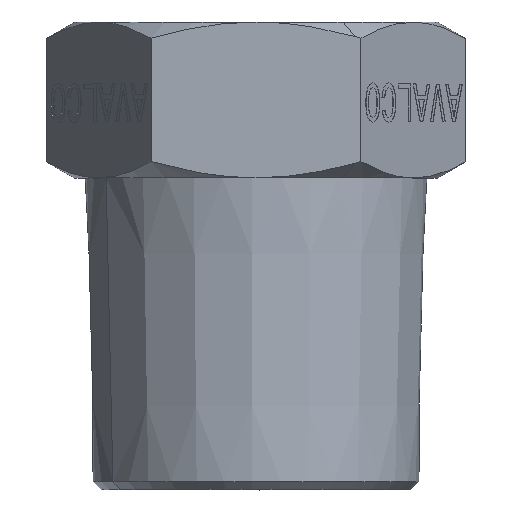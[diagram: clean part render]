
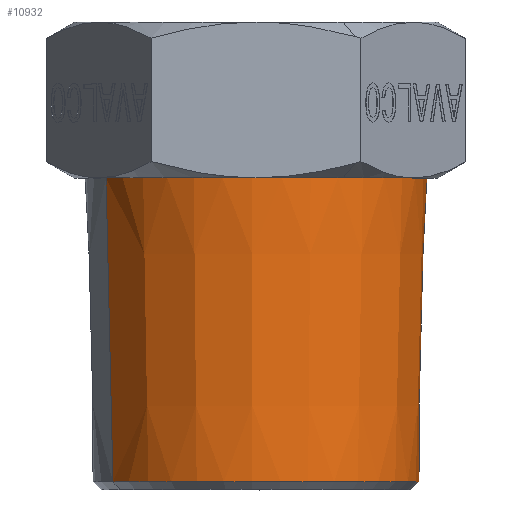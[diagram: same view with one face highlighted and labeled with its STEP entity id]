
A CAD part, top view. The second image highlights one B-rep face of the part: STEP entity #10932.
In plain terms, the highlighted conical face has half-angle 1.47 degrees and reference radius 6.271 mm.
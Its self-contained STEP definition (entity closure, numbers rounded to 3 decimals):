
#1181=CARTESIAN_POINT('Axis2P3D Location',(0.,0.,0.)) ;
#1185=CARTESIAN_POINT('Vertex',(-5.773,0.,3.154)) ;
#1187=CARTESIAN_POINT('Vertex',(5.773,0.,-3.154)) ;
#10890=CARTESIAN_POINT('Axis2P3D Location',(0.,-12.,0.)) ;
#10895=CARTESIAN_POINT('Line Origine',(-5.638,-6.,3.08)) ;
#10899=CARTESIAN_POINT('Vertex',(-5.51,-11.7,3.01)) ;
#10902=CARTESIAN_POINT('Line Origine',(5.638,-6.,-3.08)) ;
#10906=CARTESIAN_POINT('Vertex',(5.51,-11.7,-3.01)) ;
#10921=CARTESIAN_POINT('Axis2P3D Location',(0.,-11.7,0.)) ;
#1182=DIRECTION('Axis2P3D Direction',(0.,1.,0.)) ;
#10891=DIRECTION('Axis2P3D Direction',(0.,1.,0.)) ;
#10892=DIRECTION('Axis2P3D XDirection',(-0.878,0.,0.479)) ;
#10896=DIRECTION('Vector Direction',(-0.023,1.,0.012)) ;
#10903=DIRECTION('Vector Direction',(0.023,1.,-0.012)) ;
#10922=DIRECTION('Axis2P3D Direction',(0.,1.,0.)) ;
#1183=AXIS2_PLACEMENT_3D('Circle Axis2P3D',#1181,#1182,$) ;
#10893=AXIS2_PLACEMENT_3D('Cone Axis2P3D',#10890,#10891,#10892) ;
#10923=AXIS2_PLACEMENT_3D('Circle Axis2P3D',#10921,#10922,$) ;
#10927=ORIENTED_EDGE('',*,*,#10908,.T.) ;
#10928=ORIENTED_EDGE('',*,*,#1189,.F.) ;
#10929=ORIENTED_EDGE('',*,*,#10901,.F.) ;
#10930=ORIENTED_EDGE('',*,*,#10925,.T.) ;
#10897=VECTOR('Line Direction',#10896,1.) ;
#10904=VECTOR('Line Direction',#10903,1.) ;
#10932=ADVANCED_FACE('Corps principal',(#10931),#10894,.T.) ;
#1184=CIRCLE('generated circle',#1183,6.579) ;
#10924=CIRCLE('generated circle',#10923,6.278) ;
#10894=CONICAL_SURFACE('Cone',#10893,6.271,0.026) ;
#1189=EDGE_CURVE('',#1186,#1188,#1184,.T.) ;
#10901=EDGE_CURVE('',#10900,#1186,#10898,.T.) ;
#10908=EDGE_CURVE('',#10907,#1188,#10905,.T.) ;
#10925=EDGE_CURVE('',#10900,#10907,#10924,.T.) ;
#10926=EDGE_LOOP('',(#10927,#10928,#10929,#10930)) ;
#10931=FACE_OUTER_BOUND('',#10926,.T.) ;
#10898=LINE('Line',#10895,#10897) ;
#10905=LINE('Line',#10902,#10904) ;
#1186=VERTEX_POINT('',#1185) ;
#1188=VERTEX_POINT('',#1187) ;
#10900=VERTEX_POINT('',#10899) ;
#10907=VERTEX_POINT('',#10906) ;
